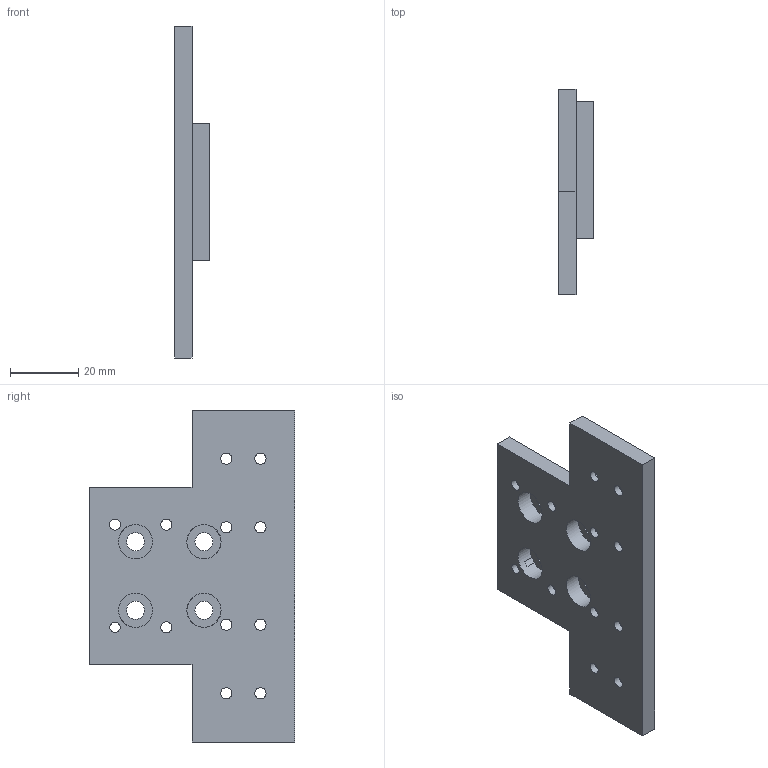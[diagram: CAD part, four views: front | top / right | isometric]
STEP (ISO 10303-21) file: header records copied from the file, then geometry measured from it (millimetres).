
FILE_DESCRIPTION(/* description */ (''),/* implementation_level */ '2;1');
FILE_NAME(/* name */ 'Mounting Plate v2.step',/* time_stamp */ '2020-05-27T05:23:55+02:00',/* author */ (''),/* organization */ (''),/* preprocessor_version */ 'ST-DEVELOPER v18.1',/* originating_system */ 'Autodesk Translation Framework v9.3.0.1241',/* authorisation */ '');
FILE_SCHEMA (('AUTOMOTIVE_DESIGN { 1 0 10303 214 3 1 1 }'));
Length unit declared in the file: millimetre
Products named in the file (1): Mounting Plate
Bounding box: 10 x 60 x 97 mm (x, y, z)
Volume: 26286.5 mm3; surface area: 13341.1 mm2
Topology: 1 solids, 1 shells, 63 faces, 156 edges, 104 vertices
Faces by surface type: cylinder 32, plane 31
Full cylindrical faces by diameter (mm): 3 x1, 3.25 x11, 5.25 x4, 6 x12, 10 x4
Entity records: 2023 total; most frequent: DIRECTION 364, CARTESIAN_POINT 324, ORIENTED_EDGE 312, EDGE_CURVE 156, AXIS2_PLACEMENT_3D 144, EDGE_LOOP 112, VERTEX_POINT 104, CIRCLE 80
